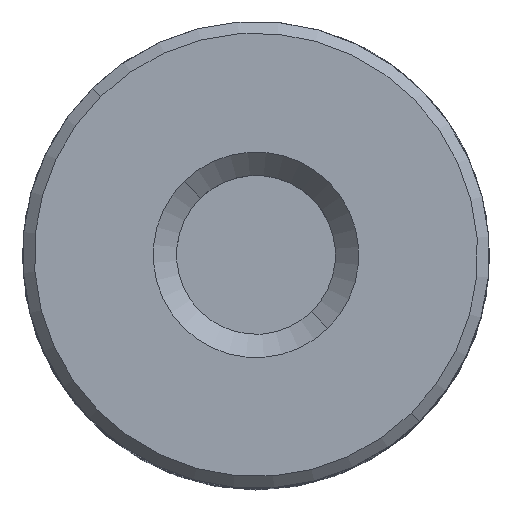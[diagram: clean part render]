
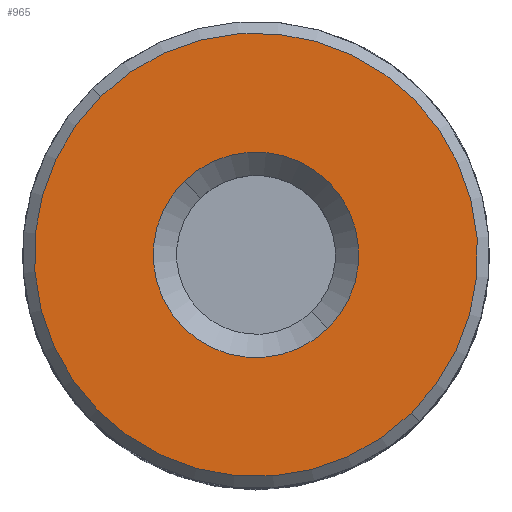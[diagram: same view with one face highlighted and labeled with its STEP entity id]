
A CAD part, top view. The second image highlights one B-rep face of the part: STEP entity #965.
In plain terms, the highlighted face is planar.
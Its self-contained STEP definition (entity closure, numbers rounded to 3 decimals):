
#165 = VERTEX_POINT ( 'NONE', #1663 ) ;
#195 = CARTESIAN_POINT ( 'NONE',  ( 0., 0., 0. ) ) ;
#208 = FACE_BOUND ( 'NONE', #2147, .T. ) ;
#296 = CARTESIAN_POINT ( 'NONE',  ( 4.4, 0., 0. ) ) ;
#358 = DIRECTION ( 'NONE',  ( 0., 0., -1. ) ) ;
#363 = DIRECTION ( 'NONE',  ( 0., 0., 1. ) ) ;
#368 = DIRECTION ( 'NONE',  ( 1., 0., 0. ) ) ;
#385 = ORIENTED_EDGE ( 'NONE', *, *, #854, .T. ) ;
#410 = AXIS2_PLACEMENT_3D ( 'NONE', #195, #1427, #368 ) ;
#475 = PLANE ( 'NONE',  #747 ) ;
#617 = CARTESIAN_POINT ( 'NONE',  ( 9.49, 0., 0. ) ) ;
#658 = DIRECTION ( 'NONE',  ( 1., 0., 0. ) ) ;
#681 = CARTESIAN_POINT ( 'NONE',  ( 0., 0., 0. ) ) ;
#747 = AXIS2_PLACEMENT_3D ( 'NONE', #1346, #1881, #658 ) ;
#750 = EDGE_LOOP ( 'NONE', ( #1174, #1783 ) ) ;
#785 = CIRCLE ( 'NONE', #410, 9.49 ) ;
#793 = VERTEX_POINT ( 'NONE', #1267 ) ;
#854 = EDGE_CURVE ( 'NONE', #165, #969, #1668, .T. ) ;
#856 = DIRECTION ( 'NONE',  ( 1., 0., 0. ) ) ;
#902 = AXIS2_PLACEMENT_3D ( 'NONE', #1412, #358, #1598 ) ;
#926 = CIRCLE ( 'NONE', #1416, 4.4 ) ;
#962 = DIRECTION ( 'NONE',  ( 1., 0., 0. ) ) ;
#965 = ADVANCED_FACE ( 'NONE', ( #208, #1508 ), #475, .F. ) ;
#969 = VERTEX_POINT ( 'NONE', #296 ) ;
#1130 = EDGE_CURVE ( 'NONE', #969, #165, #926, .T. ) ;
#1174 = ORIENTED_EDGE ( 'NONE', *, *, #2101, .T. ) ;
#1222 = VERTEX_POINT ( 'NONE', #617 ) ;
#1267 = CARTESIAN_POINT ( 'NONE',  ( -9.49, 0., 0. ) ) ;
#1346 = CARTESIAN_POINT ( 'NONE',  ( 0., 0., 0. ) ) ;
#1412 = CARTESIAN_POINT ( 'NONE',  ( 0., 0., 0. ) ) ;
#1416 = AXIS2_PLACEMENT_3D ( 'NONE', #681, #1915, #856 ) ;
#1427 = DIRECTION ( 'NONE',  ( 0., 0., -1. ) ) ;
#1508 = FACE_OUTER_BOUND ( 'NONE', #750, .T. ) ;
#1598 = DIRECTION ( 'NONE',  ( 1., 0., 0. ) ) ;
#1663 = CARTESIAN_POINT ( 'NONE',  ( -4.4, 0., 0. ) ) ;
#1668 = CIRCLE ( 'NONE', #1851, 4.4 ) ;
#1740 = ORIENTED_EDGE ( 'NONE', *, *, #1130, .T. ) ;
#1756 = EDGE_CURVE ( 'NONE', #793, #1222, #1951, .T. ) ;
#1783 = ORIENTED_EDGE ( 'NONE', *, *, #1756, .T. ) ;
#1851 = AXIS2_PLACEMENT_3D ( 'NONE', #2007, #363, #962 ) ;
#1881 = DIRECTION ( 'NONE',  ( 0., 0., 1. ) ) ;
#1915 = DIRECTION ( 'NONE',  ( 0., 0., 1. ) ) ;
#1951 = CIRCLE ( 'NONE', #902, 9.49 ) ;
#2007 = CARTESIAN_POINT ( 'NONE',  ( 0., 0., 0. ) ) ;
#2101 = EDGE_CURVE ( 'NONE', #1222, #793, #785, .T. ) ;
#2147 = EDGE_LOOP ( 'NONE', ( #385, #1740 ) ) ;
